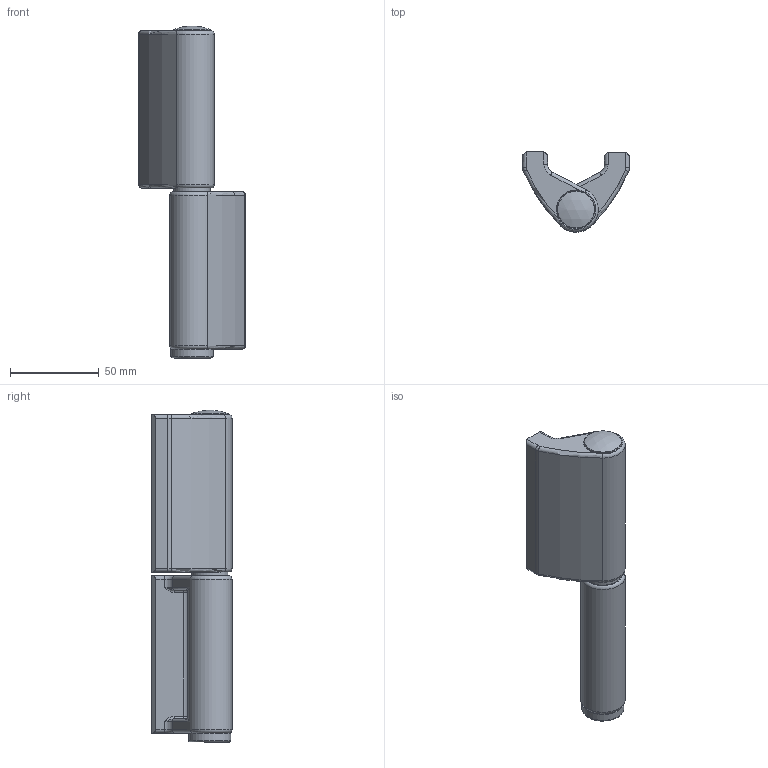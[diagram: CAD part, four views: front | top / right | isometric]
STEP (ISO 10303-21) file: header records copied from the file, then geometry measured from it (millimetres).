
FILE_DESCRIPTION(/* description */ (''),/* implementation_level */ '2;1');
FILE_NAME(/* name */ '1514GJOSO.stp',/* time_stamp */ '2019-08-05T13:41:04+02:00',/* author */ ('DOMINIQUE'),/* organization */ (''),/* preprocessor_version */ 'ST-DEVELOPER v17.2',/* originating_system */ 'Autodesk Inventor 2019',/* authorisation */ '');
FILE_SCHEMA (('AUTOMOTIVE_DESIGN { 1 0 10303 214 3 1 1 }'));
Length unit declared in the file: millimetre
Products named in the file (9): 1514GJOSO; 22845; 22854_C; Rondelle Pom Ø20; 09069; Screw GB/T 2171.2 M10 x 16; 22876; 22871; 22875
Assembly tree (10 placements, depth 2):
  1514GJOSO
    22845
    Rondelle Pom Ø20  x2
    22854_C  x2
    09069
    Screw GB/T 2171.2 M10 x 16
    22876
    22871
    22875
Bounding box: 60 x 44.97 x 186.6 mm (x, y, z)
Volume: 147368.4 mm3; surface area: 61990.1 mm2
Topology: 10 solids, 10 shells, 332 faces, 824 edges, 521 vertices
Faces by surface type: cylinder 144, torus 84, plane 72, bspline 16, sphere 9, cone 7
Full cylindrical faces by diameter (mm): 6.9 x1, 8.376 x1, 8.5 x1, 10 x1, 10.5 x1, 12 x1, 13.4 x5, 13.5 x1, 14 x4, 14.1 x2, 14.4 x3, 15.6 x4, 16 x1, 17.4 x1, 20.3 x3, 21 x6, 22 x1, 23.7 x1
Entity records: 8996 total; most frequent: CARTESIAN_POINT 2451, DIRECTION 1433, ORIENTED_EDGE 1254, AXIS2_PLACEMENT_3D 631, EDGE_CURVE 627, VERTEX_POINT 415, CIRCLE 365, EDGE_LOOP 274
